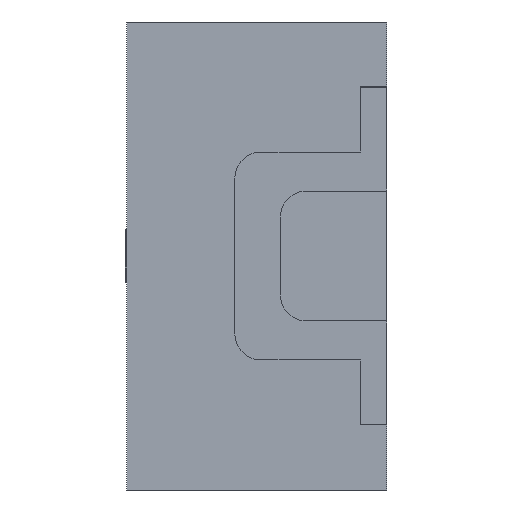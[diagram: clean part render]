
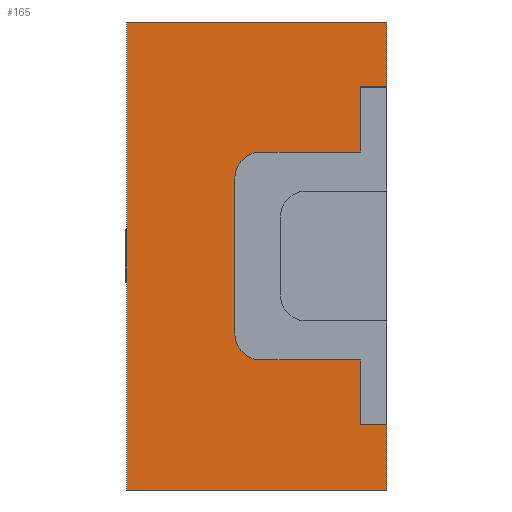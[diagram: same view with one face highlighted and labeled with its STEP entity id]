
A CAD part, left-side view. The second image highlights one B-rep face of the part: STEP entity #165.
In plain terms, the highlighted planar face has unit normal (-1, 0, 0).
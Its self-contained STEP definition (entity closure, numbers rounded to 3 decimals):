
#27 = CARTESIAN_POINT ( 'NONE',  ( 0., 1., 0. ) ) ;
#34 = CARTESIAN_POINT ( 'NONE',  ( 0., 1., -1.8 ) ) ;
#65 = EDGE_CURVE ( 'NONE', #3685, #3599, #1592, .T. ) ;
#75 = LINE ( 'NONE', #1330, #1220 ) ;
#124 = CARTESIAN_POINT ( 'NONE',  ( 0., 0., -1.55 ) ) ;
#126 = VECTOR ( 'NONE', #2503, 1000. ) ;
#152 = ORIENTED_EDGE ( 'NONE', *, *, #3046, .T. ) ;
#165 = ADVANCED_FACE ( 'NONE', ( #477 ), #3522, .F. ) ;
#183 = VECTOR ( 'NONE', #4038, 1000. ) ;
#229 = AXIS2_PLACEMENT_3D ( 'NONE', #3149, #971, #352 ) ;
#241 = CARTESIAN_POINT ( 'NONE',  ( 0., 0., 0. ) ) ;
#267 = VERTEX_POINT ( 'NONE', #798 ) ;
#283 = EDGE_CURVE ( 'NONE', #2120, #2545, #3088, .T. ) ;
#287 = VERTEX_POINT ( 'NONE', #4044 ) ;
#301 = CARTESIAN_POINT ( 'NONE',  ( 0., 0.1, -0.25 ) ) ;
#352 = DIRECTION ( 'NONE',  ( 0., 0., -1. ) ) ;
#404 = ORIENTED_EDGE ( 'NONE', *, *, #3169, .T. ) ;
#405 = CARTESIAN_POINT ( 'NONE',  ( 0., 0.1, -1.55 ) ) ;
#446 = ORIENTED_EDGE ( 'NONE', *, *, #2781, .F. ) ;
#467 = ORIENTED_EDGE ( 'NONE', *, *, #923, .T. ) ;
#477 = FACE_OUTER_BOUND ( 'NONE', #3296, .T. ) ;
#483 = VERTEX_POINT ( 'NONE', #2564 ) ;
#497 = DIRECTION ( 'NONE',  ( 0., -1., 0. ) ) ;
#517 = CIRCLE ( 'NONE', #1637, 0.1 ) ;
#593 = ORIENTED_EDGE ( 'NONE', *, *, #3734, .F. ) ;
#596 = CARTESIAN_POINT ( 'NONE',  ( 0., 1., -1.3 ) ) ;
#597 = CARTESIAN_POINT ( 'NONE',  ( 0., 0.484, -1.2 ) ) ;
#643 = ORIENTED_EDGE ( 'NONE', *, *, #1232, .F. ) ;
#674 = LINE ( 'NONE', #34, #3447 ) ;
#746 = AXIS2_PLACEMENT_3D ( 'NONE', #597, #3107, #2793 ) ;
#752 = VECTOR ( 'NONE', #3811, 1000. ) ;
#760 = ORIENTED_EDGE ( 'NONE', *, *, #2393, .F. ) ;
#779 = ORIENTED_EDGE ( 'NONE', *, *, #2343, .F. ) ;
#798 = CARTESIAN_POINT ( 'NONE',  ( 0., 0., -1.8 ) ) ;
#808 = CARTESIAN_POINT ( 'NONE',  ( 0., 0.1, -1.549 ) ) ;
#812 = CARTESIAN_POINT ( 'NONE',  ( 0., 0.584, 0. ) ) ;
#852 = VERTEX_POINT ( 'NONE', #4043 ) ;
#923 = EDGE_CURVE ( 'NONE', #3702, #3031, #3206, .T. ) ;
#971 = DIRECTION ( 'NONE',  ( 1., 0., 0. ) ) ;
#994 = DIRECTION ( 'NONE',  ( 0., -1., 0. ) ) ;
#1044 = DIRECTION ( 'NONE',  ( 0., -1., 0. ) ) ;
#1118 = DIRECTION ( 'NONE',  ( 1., 0., 0. ) ) ;
#1164 = LINE ( 'NONE', #241, #1529 ) ;
#1171 = VECTOR ( 'NONE', #497, 1000. ) ;
#1210 = EDGE_CURVE ( 'NONE', #3599, #2048, #2511, .T. ) ;
#1220 = VECTOR ( 'NONE', #1861, 1000. ) ;
#1232 = EDGE_CURVE ( 'NONE', #2222, #483, #75, .T. ) ;
#1238 = LINE ( 'NONE', #3760, #126 ) ;
#1265 = CARTESIAN_POINT ( 'NONE',  ( 0., 0.584, -0.6 ) ) ;
#1283 = VECTOR ( 'NONE', #2364, 1000. ) ;
#1325 = ORIENTED_EDGE ( 'NONE', *, *, #65, .T. ) ;
#1330 = CARTESIAN_POINT ( 'NONE',  ( 0., 1., 0. ) ) ;
#1381 = VERTEX_POINT ( 'NONE', #808 ) ;
#1457 = LINE ( 'NONE', #2643, #1171 ) ;
#1529 = VECTOR ( 'NONE', #3649, 1000. ) ;
#1580 = CARTESIAN_POINT ( 'NONE',  ( 0., 0.1, -0.9 ) ) ;
#1592 = LINE ( 'NONE', #2528, #3526 ) ;
#1619 = DIRECTION ( 'NONE',  ( 0., 0., 1. ) ) ;
#1637 = AXIS2_PLACEMENT_3D ( 'NONE', #2401, #1118, #2359 ) ;
#1666 = VERTEX_POINT ( 'NONE', #2402 ) ;
#1760 = EDGE_CURVE ( 'NONE', #267, #2117, #1164, .T. ) ;
#1861 = DIRECTION ( 'NONE',  ( 0., 0., 1. ) ) ;
#1863 = ORIENTED_EDGE ( 'NONE', *, *, #3864, .T. ) ;
#1985 = LINE ( 'NONE', #2340, #2057 ) ;
#2015 = EDGE_CURVE ( 'NONE', #2545, #3702, #3484, .T. ) ;
#2048 = VERTEX_POINT ( 'NONE', #2184 ) ;
#2057 = VECTOR ( 'NONE', #3581, 1000. ) ;
#2117 = VERTEX_POINT ( 'NONE', #124 ) ;
#2120 = VERTEX_POINT ( 'NONE', #3249 ) ;
#2147 = DIRECTION ( 'NONE',  ( 0., 1., 0. ) ) ;
#2184 = CARTESIAN_POINT ( 'NONE',  ( 0., 0., 0. ) ) ;
#2197 = CARTESIAN_POINT ( 'NONE',  ( 0., 0., 0. ) ) ;
#2201 = LINE ( 'NONE', #405, #2706 ) ;
#2221 = CARTESIAN_POINT ( 'NONE',  ( 0., 0.1, -0.9 ) ) ;
#2222 = VERTEX_POINT ( 'NONE', #2906 ) ;
#2233 = VECTOR ( 'NONE', #2147, 1000. ) ;
#2340 = CARTESIAN_POINT ( 'NONE',  ( 0., 0.1, -0.9 ) ) ;
#2343 = EDGE_CURVE ( 'NONE', #852, #2117, #2201, .T. ) ;
#2357 = ORIENTED_EDGE ( 'NONE', *, *, #1210, .T. ) ;
#2359 = DIRECTION ( 'NONE',  ( 0., 0., -1. ) ) ;
#2364 = DIRECTION ( 'NONE',  ( 0., 0., 1. ) ) ;
#2393 = EDGE_CURVE ( 'NONE', #483, #2048, #3482, .T. ) ;
#2401 = CARTESIAN_POINT ( 'NONE',  ( 0., 0.484, -0.6 ) ) ;
#2402 = CARTESIAN_POINT ( 'NONE',  ( 0., 0.1, -0.5 ) ) ;
#2454 = CARTESIAN_POINT ( 'NONE',  ( 0., 0.584, -1.2 ) ) ;
#2470 = EDGE_CURVE ( 'NONE', #287, #1666, #2509, .T. ) ;
#2503 = DIRECTION ( 'NONE',  ( 0., 0., -1. ) ) ;
#2509 = LINE ( 'NONE', #2221, #752 ) ;
#2511 = LINE ( 'NONE', #2197, #2970 ) ;
#2525 = EDGE_CURVE ( 'NONE', #1381, #852, #1985, .T. ) ;
#2528 = CARTESIAN_POINT ( 'NONE',  ( 0., 0.1, -0.25 ) ) ;
#2545 = VERTEX_POINT ( 'NONE', #2595 ) ;
#2564 = CARTESIAN_POINT ( 'NONE',  ( 0., 1., 0. ) ) ;
#2595 = CARTESIAN_POINT ( 'NONE',  ( 0., 0.484, -1.3 ) ) ;
#2614 = ORIENTED_EDGE ( 'NONE', *, *, #2525, .F. ) ;
#2616 = DIRECTION ( 'NONE',  ( 0., -1., 0. ) ) ;
#2643 = CARTESIAN_POINT ( 'NONE',  ( 0., 1., -0.5 ) ) ;
#2706 = VECTOR ( 'NONE', #2616, 1000. ) ;
#2781 = EDGE_CURVE ( 'NONE', #2120, #1381, #1238, .T. ) ;
#2793 = DIRECTION ( 'NONE',  ( 0., 0., -1. ) ) ;
#2823 = CARTESIAN_POINT ( 'NONE',  ( 0., 0.484, -0.5 ) ) ;
#2906 = CARTESIAN_POINT ( 'NONE',  ( 0., 1., -1.8 ) ) ;
#2953 = ORIENTED_EDGE ( 'NONE', *, *, #2015, .T. ) ;
#2970 = VECTOR ( 'NONE', #1619, 1000. ) ;
#3031 = VERTEX_POINT ( 'NONE', #1265 ) ;
#3040 = ORIENTED_EDGE ( 'NONE', *, *, #1760, .T. ) ;
#3046 = EDGE_CURVE ( 'NONE', #2222, #267, #674, .T. ) ;
#3082 = LINE ( 'NONE', #1580, #183 ) ;
#3088 = LINE ( 'NONE', #596, #2233 ) ;
#3107 = DIRECTION ( 'NONE',  ( 1., 0., 0. ) ) ;
#3149 = CARTESIAN_POINT ( 'NONE',  ( 0., 1., 0. ) ) ;
#3169 = EDGE_CURVE ( 'NONE', #3786, #1666, #1457, .T. ) ;
#3206 = LINE ( 'NONE', #812, #1283 ) ;
#3249 = CARTESIAN_POINT ( 'NONE',  ( 0., 0.1, -1.3 ) ) ;
#3296 = EDGE_LOOP ( 'NONE', ( #446, #3905, #2953, #467, #1863, #404, #3804, #593, #1325, #2357, #760, #643, #152, #3040, #779, #2614 ) ) ;
#3326 = CARTESIAN_POINT ( 'NONE',  ( 0., 0., -0.25 ) ) ;
#3417 = VECTOR ( 'NONE', #994, 1000. ) ;
#3447 = VECTOR ( 'NONE', #1044, 1000. ) ;
#3457 = DIRECTION ( 'NONE',  ( 0., -1., 0. ) ) ;
#3482 = LINE ( 'NONE', #27, #3417 ) ;
#3484 = CIRCLE ( 'NONE', #746, 0.1 ) ;
#3522 = PLANE ( 'NONE',  #229 ) ;
#3526 = VECTOR ( 'NONE', #3457, 1000. ) ;
#3581 = DIRECTION ( 'NONE',  ( 0., 0., -1. ) ) ;
#3599 = VERTEX_POINT ( 'NONE', #3326 ) ;
#3649 = DIRECTION ( 'NONE',  ( 0., 0., 1. ) ) ;
#3685 = VERTEX_POINT ( 'NONE', #301 ) ;
#3702 = VERTEX_POINT ( 'NONE', #2454 ) ;
#3734 = EDGE_CURVE ( 'NONE', #3685, #287, #3082, .T. ) ;
#3760 = CARTESIAN_POINT ( 'NONE',  ( 0., 0.1, -0.9 ) ) ;
#3786 = VERTEX_POINT ( 'NONE', #2823 ) ;
#3804 = ORIENTED_EDGE ( 'NONE', *, *, #2470, .F. ) ;
#3811 = DIRECTION ( 'NONE',  ( 0., 0., -1. ) ) ;
#3864 = EDGE_CURVE ( 'NONE', #3031, #3786, #517, .T. ) ;
#3905 = ORIENTED_EDGE ( 'NONE', *, *, #283, .T. ) ;
#4038 = DIRECTION ( 'NONE',  ( 0., 0., -1. ) ) ;
#4043 = CARTESIAN_POINT ( 'NONE',  ( 0., 0.1, -1.55 ) ) ;
#4044 = CARTESIAN_POINT ( 'NONE',  ( 0., 0.1, -0.251 ) ) ;
